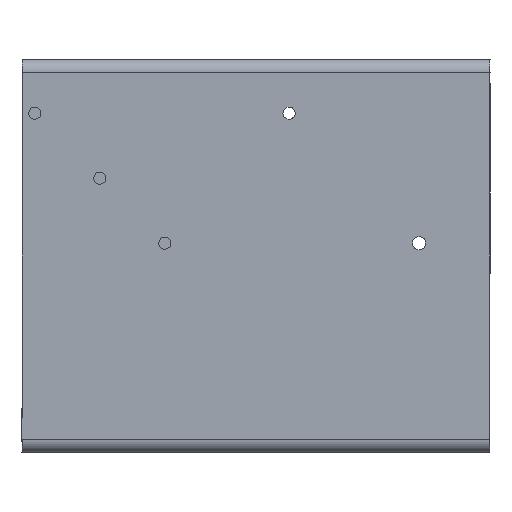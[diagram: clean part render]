
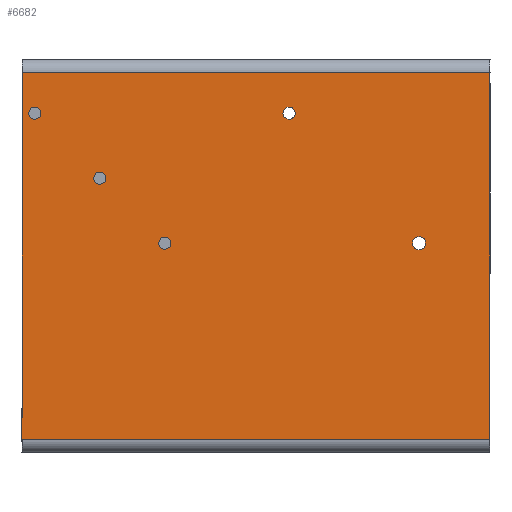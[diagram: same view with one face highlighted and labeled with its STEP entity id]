
A CAD part, left-side view. The second image highlights one B-rep face of the part: STEP entity #6682.
In plain terms, the highlighted planar face has unit normal (-1, 0, 0).
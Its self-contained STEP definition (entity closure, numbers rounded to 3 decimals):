
#239=FACE_BOUND('',#1081,.T.);
#240=FACE_BOUND('',#1082,.T.);
#241=FACE_BOUND('',#1083,.T.);
#242=FACE_BOUND('',#1084,.T.);
#243=FACE_BOUND('',#1085,.T.);
#268=CIRCLE('',#6761,1.4);
#270=CIRCLE('',#6764,1.4);
#272=CIRCLE('',#6767,1.4);
#300=CIRCLE('',#7014,1.49);
#301=CIRCLE('',#7017,1.4);
#698=FACE_OUTER_BOUND('',#1080,.T.);
#1080=EDGE_LOOP('',(#6067,#6068,#6069,#6070));
#1081=EDGE_LOOP('',(#6071));
#1082=EDGE_LOOP('',(#6072));
#1083=EDGE_LOOP('',(#6073));
#1084=EDGE_LOOP('',(#6074));
#1085=EDGE_LOOP('',(#6075));
#1193=LINE('',#8898,#1962);
#1776=LINE('',#10962,#2545);
#1789=LINE('',#10987,#2558);
#1797=LINE('',#11019,#2566);
#1962=VECTOR('',#7347,10.);
#2545=VECTOR('',#8344,10.);
#2558=VECTOR('',#8363,10.);
#2566=VECTOR('',#8395,10.);
#2676=VERTEX_POINT('',#8751);
#2678=VERTEX_POINT('',#8757);
#2680=VERTEX_POINT('',#8763);
#2725=VERTEX_POINT('',#8868);
#2739=VERTEX_POINT('',#8896);
#3197=VERTEX_POINT('',#10961);
#3206=VERTEX_POINT('',#10986);
#3219=VERTEX_POINT('',#11023);
#3220=VERTEX_POINT('',#11029);
#3326=EDGE_CURVE('',#2676,#2676,#268,.T.);
#3329=EDGE_CURVE('',#2678,#2678,#270,.T.);
#3332=EDGE_CURVE('',#2680,#2680,#272,.T.);
#3399=EDGE_CURVE('',#2739,#2725,#1193,.T.);
#4088=EDGE_CURVE('',#2725,#3197,#1776,.T.);
#4102=EDGE_CURVE('',#3197,#3206,#1789,.T.);
#4119=EDGE_CURVE('',#3206,#2739,#1797,.T.);
#4120=EDGE_CURVE('',#3219,#3219,#300,.T.);
#4123=EDGE_CURVE('',#3220,#3220,#301,.T.);
#6067=ORIENTED_EDGE('',*,*,#4088,.F.);
#6068=ORIENTED_EDGE('',*,*,#3399,.F.);
#6069=ORIENTED_EDGE('',*,*,#4119,.F.);
#6070=ORIENTED_EDGE('',*,*,#4102,.F.);
#6071=ORIENTED_EDGE('',*,*,#3326,.T.);
#6072=ORIENTED_EDGE('',*,*,#3329,.T.);
#6073=ORIENTED_EDGE('',*,*,#3332,.T.);
#6074=ORIENTED_EDGE('',*,*,#4120,.T.);
#6075=ORIENTED_EDGE('',*,*,#4123,.T.);
#6344=PLANE('',#7069);
#6682=ADVANCED_FACE('',(#698,#239,#240,#241,#242,#243),#6344,.T.);
#6761=AXIS2_PLACEMENT_3D('',#8752,#7236,#7237);
#6764=AXIS2_PLACEMENT_3D('',#8758,#7243,#7244);
#6767=AXIS2_PLACEMENT_3D('',#8764,#7250,#7251);
#7014=AXIS2_PLACEMENT_3D('',#11024,#8402,#8403);
#7017=AXIS2_PLACEMENT_3D('',#11030,#8410,#8411);
#7069=AXIS2_PLACEMENT_3D('',#11171,#8570,#8571);
#7236=DIRECTION('center_axis',(1.,0.,0.));
#7237=DIRECTION('ref_axis',(0.,0.,
1.));
#7243=DIRECTION('center_axis',(1.,0.,0.));
#7244=DIRECTION('ref_axis',(0.,0.,
1.));
#7250=DIRECTION('center_axis',(1.,0.,0.));
#7251=DIRECTION('ref_axis',(0.,0.,
1.));
#7347=DIRECTION('',(0.,0.,-1.));
#8344=DIRECTION('',(0.,1.,0.));
#8363=DIRECTION('',(0.,0.,1.));
#8395=DIRECTION('',(0.,-1.,0.));
#8402=DIRECTION('center_axis',(1.,0.,0.));
#8403=DIRECTION('ref_axis',(0.,0.,
1.));
#8410=DIRECTION('center_axis',(1.,0.,0.));
#8411=DIRECTION('ref_axis',(0.,0.,
1.));
#8570=DIRECTION('center_axis',(-1.,0.,0.));
#8571=DIRECTION('ref_axis',(0.,0.,-1.));
#8751=CARTESIAN_POINT('',(-231.502,38.341,-57.949));
#8752=CARTESIAN_POINT('Origin',(-231.502,38.341,-56.549));
#8757=CARTESIAN_POINT('',(-231.502,23.341,-72.949));
#8758=CARTESIAN_POINT('Origin',(-231.502,23.341,-71.549));
#8763=CARTESIAN_POINT('',(-231.502,53.341,-42.949));
#8764=CARTESIAN_POINT('Origin',(-231.502,53.341,-41.549));
#8868=CARTESIAN_POINT('',(-231.502,-51.711,-116.823));
#8896=CARTESIAN_POINT('',(-231.502,-51.711,-32.223));
#8898=CARTESIAN_POINT('',(-231.502,-51.711,-29.223));
#10961=CARTESIAN_POINT('',(-231.502,56.289,-116.823));
#10962=CARTESIAN_POINT('',(-231.502,-46.711,-116.823));
#10986=CARTESIAN_POINT('',(-231.502,56.289,-32.223));
#10987=CARTESIAN_POINT('',(-231.502,56.289,-119.823));
#11019=CARTESIAN_POINT('',(-231.502,-46.711,-32.223));
#11023=CARTESIAN_POINT('',(-231.502,-35.341,-73.039));
#11024=CARTESIAN_POINT('Origin',(-231.502,-35.341,-71.549));
#11029=CARTESIAN_POINT('',(-231.502,-5.341,-42.949));
#11030=CARTESIAN_POINT('Origin',(-231.502,-5.341,-41.549));
#11171=CARTESIAN_POINT('Origin',(-231.502,-46.711,-29.223));
